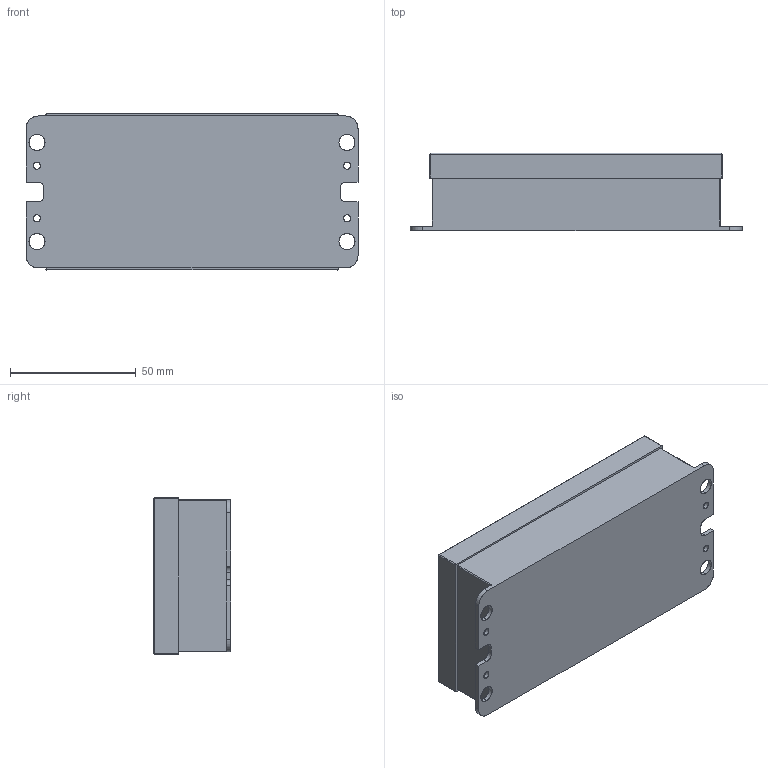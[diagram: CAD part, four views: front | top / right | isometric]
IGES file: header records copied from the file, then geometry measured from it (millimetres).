
Start section: SolidWorks IGES file using analytic representation for surfaces
Global section: file name: AC-50CD1_4APNZ.IGS; native system: SolidWorks 2016; preprocessor: SolidWorks 2016; author: gbooher; date: 160713.125039; units: inch
Bounding box: 131.76 x 30.73 x 61.91 mm (x, y, z)
Surface area: 26910.4 mm2 (no closed solid volume)
Topology: 0 solids, 0 shells, 63 faces, 968 edges, 964 vertices
Faces by surface type: revolution 40, bspline 23
